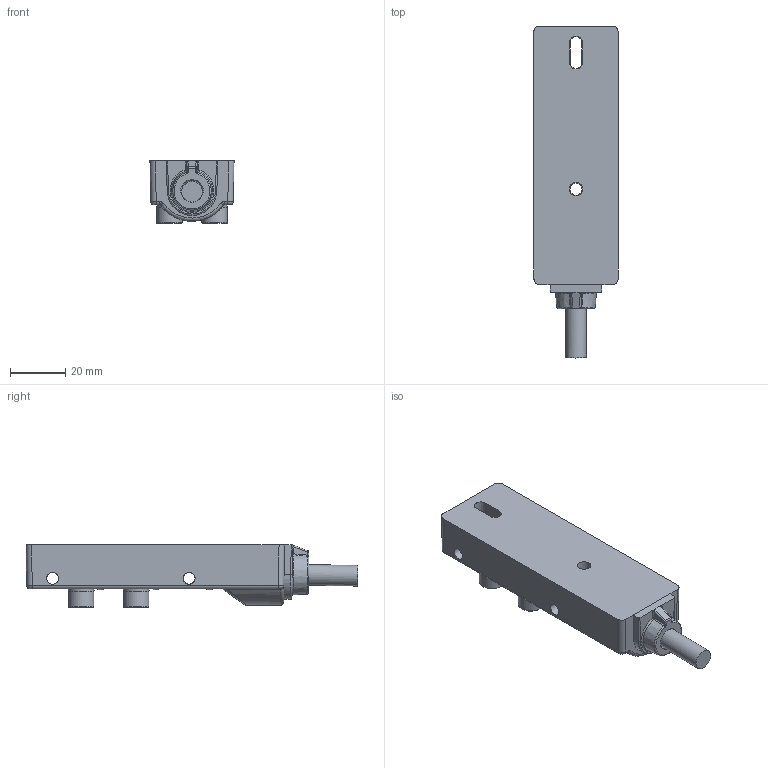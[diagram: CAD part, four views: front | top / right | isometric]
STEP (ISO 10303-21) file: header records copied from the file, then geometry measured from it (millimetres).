
FILE_DESCRIPTION(/* description */ (''),/* implementation_level */ '2;1');
FILE_NAME(/* name */ '5023244_4IOM8-3P2C_stp.stp',/* time_stamp */ '2016-09-19T14:26:08+02:00',/* author */ (''),/* organization */ (''),/* preprocessor_version */ 'ST-DEVELOPER v16',/* originating_system */ 'SIEMENS PLM Software NX 10.0',/* authorisation */ '');
FILE_SCHEMA (('AUTOMOTIVE_DESIGN { 1 0 10303 214 3 1 1 1 }'));
Length unit declared in the file: millimetre
Products named in the file (1): 5023244_4IOM8-3P2C_stp
Bounding box: 30.56 x 120.65 x 22.7 mm (x, y, z)
Volume: 48320.5 mm3; surface area: 13770.3 mm2
Topology: 1 solids, 1 shells, 433 faces, 1019 edges, 608 vertices
Faces by surface type: cylinder 179, plane 121, bspline 66, sphere 29, cone 20, torus 18
Full cylindrical faces by diameter (mm): 1.1 x12, 4.3 x4, 5.65 x4, 7.225 x4, 7.5 x1, 9.2 x4
Entity records: 12350 total; most frequent: CARTESIAN_POINT 3187, DIRECTION 1966, ORIENTED_EDGE 1778, EDGE_CURVE 889, AXIS2_PLACEMENT_3D 787, VERTEX_POINT 558, EDGE_LOOP 545, ADVANCED_FACE 433
